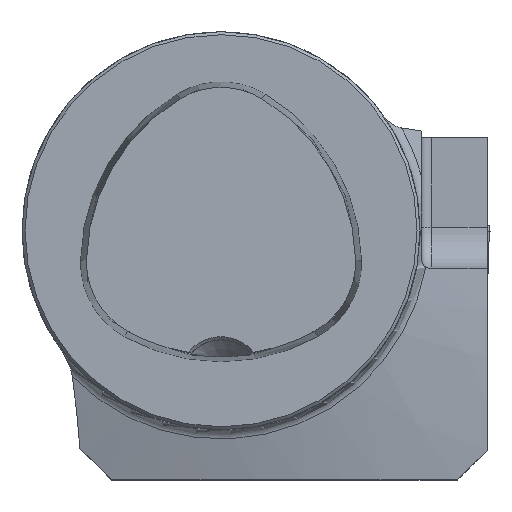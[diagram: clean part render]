
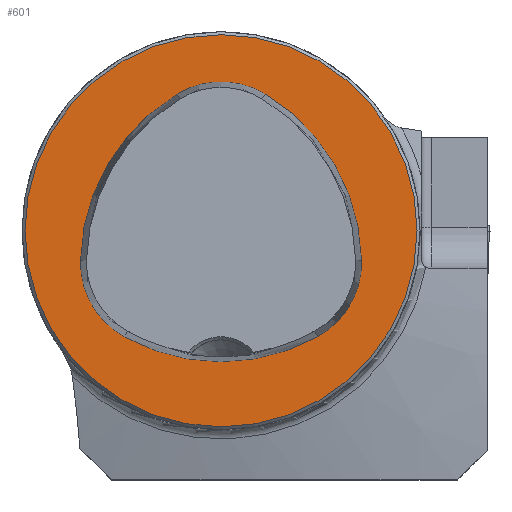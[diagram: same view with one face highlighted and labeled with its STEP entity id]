
A CAD part, top view. The second image highlights one B-rep face of the part: STEP entity #601.
In plain terms, the highlighted planar face has unit normal (0, 0, 1).
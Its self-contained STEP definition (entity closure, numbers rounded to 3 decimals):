
#118=FACE_BOUND('',#842,.T.);
#119=FACE_BOUND('',#843,.T.);
#171=PLANE('',#2303);
#601=ADVANCED_FACE('CU_FL_N1_SU_1',(#118,#119),#171,.T.);
#842=EDGE_LOOP('',(#1145,#1146,#1147,#1148,#1149,#1150));
#843=EDGE_LOOP('',(#1151));
#956=CIRCLE('',#2294,20.063);
#958=CIRCLE('',#2297,20.063);
#959=CIRCLE('',#2298,8.563);
#960=CIRCLE('',#2299,8.563);
#961=CIRCLE('',#2300,20.063);
#962=CIRCLE('',#2301,8.563);
#963=CIRCLE('',#2302,19.7);
#1145=ORIENTED_EDGE('',*,*,#1930,.F.);
#1146=ORIENTED_EDGE('',*,*,#1931,.F.);
#1147=ORIENTED_EDGE('',*,*,#1923,.F.);
#1148=ORIENTED_EDGE('',*,*,#1932,.F.);
#1149=ORIENTED_EDGE('',*,*,#1933,.F.);
#1150=ORIENTED_EDGE('',*,*,#1934,.F.);
#1151=ORIENTED_EDGE('',*,*,#1935,.T.);
#1700=VERTEX_POINT('',#3507);
#1701=VERTEX_POINT('',#3509);
#1707=VERTEX_POINT('',#3541);
#1708=VERTEX_POINT('',#3542);
#1709=VERTEX_POINT('',#3545);
#1710=VERTEX_POINT('',#3547);
#1711=VERTEX_POINT('',#3550);
#1923=EDGE_CURVE('',#1700,#1701,#956,.T.);
#1930=EDGE_CURVE('',#1707,#1708,#958,.T.);
#1931=EDGE_CURVE('',#1701,#1707,#959,.T.);
#1932=EDGE_CURVE('',#1709,#1700,#960,.T.);
#1933=EDGE_CURVE('',#1710,#1709,#961,.T.);
#1934=EDGE_CURVE('',#1708,#1710,#962,.T.);
#1935=EDGE_CURVE('',#1711,#1711,#963,.T.);
#2294=AXIS2_PLACEMENT_3D('',#3508,#2568,#2569);
#2297=AXIS2_PLACEMENT_3D('',#3540,#2575,#2576);
#2298=AXIS2_PLACEMENT_3D('',#3543,#2577,#2578);
#2299=AXIS2_PLACEMENT_3D('',#3544,#2579,#2580);
#2300=AXIS2_PLACEMENT_3D('',#3546,#2581,#2582);
#2301=AXIS2_PLACEMENT_3D('',#3548,#2583,#2584);
#2302=AXIS2_PLACEMENT_3D('',#3549,#2585,#2586);
#2303=AXIS2_PLACEMENT_3D('',#3551,#2587,#2588);
#2568=DIRECTION('',(0.,0.,1.));
#2569=DIRECTION('',(-1.,0.,0.));
#2575=DIRECTION('',(0.,0.,1.));
#2576=DIRECTION('',(-1.,0.,0.));
#2577=DIRECTION('',(0.,0.,1.));
#2578=DIRECTION('',(-1.,0.,0.));
#2579=DIRECTION('',(0.,0.,1.));
#2580=DIRECTION('',(-1.,0.,0.));
#2581=DIRECTION('',(0.,0.,1.));
#2582=DIRECTION('',(-1.,0.,0.));
#2583=DIRECTION('',(0.,0.,1.));
#2584=DIRECTION('',(-1.,0.,0.));
#2585=DIRECTION('',(0.,0.,1.));
#2586=DIRECTION('',(-1.,0.,0.));
#2587=DIRECTION('',(0.,0.,1.));
#2588=DIRECTION('',(-1.,0.,0.));
#3507=CARTESIAN_POINT('',(-9.704,-10.66,0.));
#3508=CARTESIAN_POINT('',(0.,6.9,0.));
#3509=CARTESIAN_POINT('',(9.704,-10.66,0.));
#3540=CARTESIAN_POINT('',(-5.934,-3.451,0.));
#3541=CARTESIAN_POINT('',(14.123,-2.953,0.));
#3542=CARTESIAN_POINT('',(4.418,13.735,0.));
#3543=CARTESIAN_POINT('',(5.562,-3.165,0.));
#3544=CARTESIAN_POINT('',(-5.562,-3.165,0.));
#3545=CARTESIAN_POINT('',(-14.123,-2.953,0.));
#3546=CARTESIAN_POINT('',(5.934,-3.451,0.));
#3547=CARTESIAN_POINT('',(-4.418,13.735,0.));
#3548=CARTESIAN_POINT('',(0.,6.4,0.));
#3549=CARTESIAN_POINT('',(0.,0.,0.));
#3550=CARTESIAN_POINT('',(-19.7,0.,0.));
#3551=CARTESIAN_POINT('',(0.,0.,0.));
